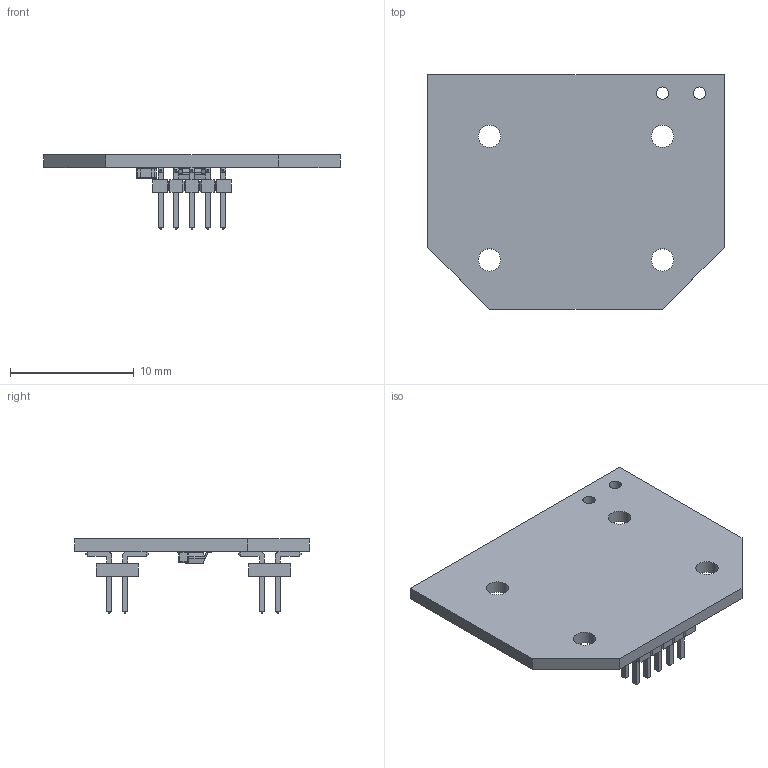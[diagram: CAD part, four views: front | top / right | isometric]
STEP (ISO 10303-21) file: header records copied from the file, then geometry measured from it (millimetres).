
FILE_DESCRIPTION(('Open CASCADE Model'),'2;1');
FILE_NAME('Open CASCADE Shape Model','2021-09-15T20:10:02',('Author'),( 'Open CASCADE'),'Open CASCADE STEP processor 6.8','Open CASCADE 6.8' ,'Unknown');
FILE_SCHEMA(('AUTOMOTIVE_DESIGN { 1 0 10303 214 1 1 1 1 }'));
Length unit declared in the file: millimetre
Products named in the file (20): PCB; Board; Open CASCADE STEP translator 6.8 3.1.1; J4; 5183718160; Body; LeadsArray; J3; 5181933872; IC1; 7744092656; PinsArrayLR; C1; Cap_Murata_GCM1885C2A5R3BA16J_eec; 1; 2; Murata_Logo_3
Assembly tree (19 placements, depth 4):
  PCB
    Board
      Open CASCADE STEP translator 6.8 3.1.1
    J4
      5183718160
        Body
        LeadsArray
    J3
      5181933872
        Body
        LeadsArray
    IC1
      7744092656
        Body
        PinsArrayLR
    C1
      Cap_Murata_GCM1885C2A5R3BA16J_eec
        1
        2
        Murata_Logo_3
Bounding box: 24 x 19 x 6.04 mm (x, y, z)
Volume: 504.6 mm3; surface area: 1325.1 mm2
Topology: 34 solids, 34 shells, 793 faces, 1876 edges, 1152 vertices
Faces by surface type: plane 608, cylinder 177, sphere 8
Full cylindrical faces by diameter (mm): 0.2 x1, 1 x2, 1.8 x4
Entity records: 22912 total; most frequent: DIRECTION 3848, CARTESIAN_POINT 3841, ORIENTED_EDGE 3752, EDGE_CURVE 1876, LINE 1530, VECTOR 1530, AXIS2_PLACEMENT_3D 1159, VERTEX_POINT 1152
